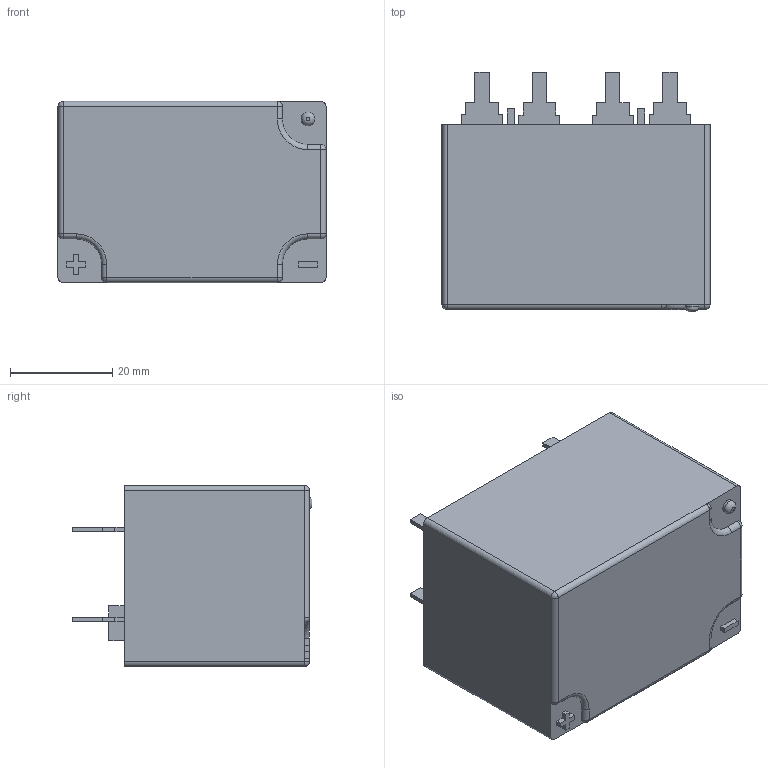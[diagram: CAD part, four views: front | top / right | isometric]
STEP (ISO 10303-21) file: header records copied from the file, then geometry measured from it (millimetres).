
FILE_DESCRIPTION(/* description */ (''),/* implementation_level */ '2;1');
FILE_NAME(/* name */ 'G7L_2A_X.stp',/* time_stamp */ '2020-03-06T17:56:31+11:00',/* author */ ('Jack'),/* organization */ (''),/* preprocessor_version */ 'ST-DEVELOPER v17',/* originating_system */ 'Autodesk Inventor 2019',/* authorisation */ '');
FILE_SCHEMA (('AUTOMOTIVE_DESIGN { 1 0 10303 214 3 1 1 }'));
Length unit declared in the file: millimetre
Products named in the file (1): G7L_2A_X
Bounding box: 52.5 x 47 x 35.5 mm (x, y, z)
Volume: 67242.6 mm3; surface area: 11045.5 mm2
Topology: 1 solids, 1 shells, 173 faces, 470 edges, 309 vertices
Faces by surface type: plane 143, cylinder 19, sphere 7, torus 3, bspline 1
Full cylindrical faces by diameter (mm): 2.7 x1
Entity records: 5616 total; most frequent: CARTESIAN_POINT 979, ORIENTED_EDGE 940, DIRECTION 871, EDGE_CURVE 470, LINE 415, VECTOR 415, VERTEX_POINT 309, AXIS2_PLACEMENT_3D 228
